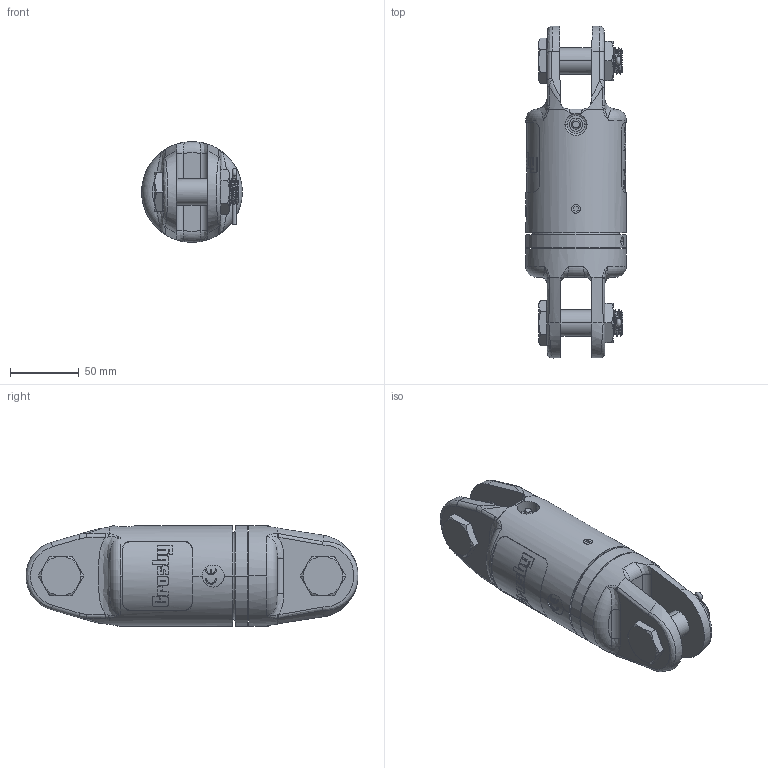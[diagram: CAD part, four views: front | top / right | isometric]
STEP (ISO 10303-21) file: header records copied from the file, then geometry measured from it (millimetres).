
FILE_DESCRIPTION((''),'2;1');
FILE_NAME('CROSBY_SWIVEL_03-S-2_0297020','2008-04-01T',('adoughty'),('The Crosby Group, Inc.'),'PRO/ENGINEER BY PARAMETRIC TECHNOLOGY CORPORATION, 2006080','PRO/ENGINEER BY PARAMETRIC TECHNOLOGY CORPORATION, 2006080','');
FILE_SCHEMA(('CONFIG_CONTROL_DESIGN'));
Products named in the file (1): CROSBY_SWIVEL_03-S-2_0297020
Bounding box: 73.03 x 241 x 73.03 mm (x, y, z)
Volume: 521892.7 mm3; surface area: 119423.9 mm2
Topology: 4 solids, 4 shells, 803 faces, 2155 edges, 1392 vertices
Faces by surface type: plane 400, cylinder 158, bspline 132, torus 40, extrusion 36, cone 35, sphere 2
Entity records: 49985 total; most frequent: CARTESIAN_POINT 31654, ORIENTED_EDGE 4306, DIRECTION 3034, EDGE_CURVE 2153, VERTEX_POINT 1392, AXIS2_PLACEMENT_3D 1095, B_SPLINE_CURVE_WITH_KNOTS 921, EDGE_LOOP 861
